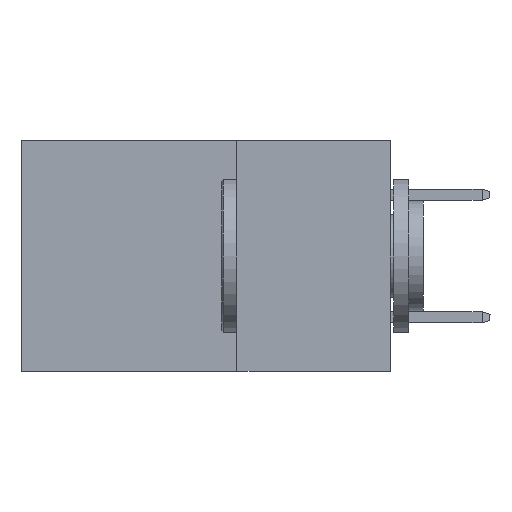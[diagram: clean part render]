
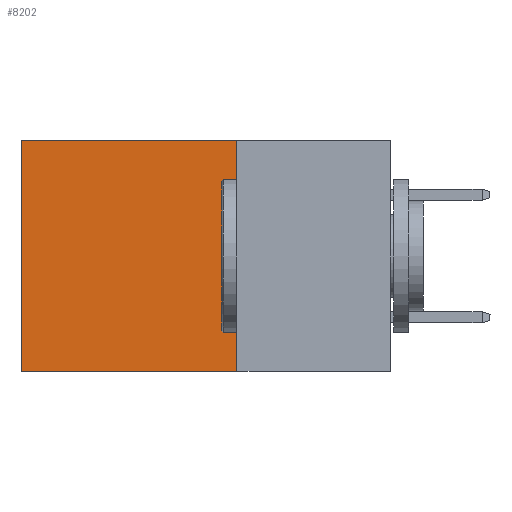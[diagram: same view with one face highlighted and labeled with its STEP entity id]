
A CAD part, left-side view. The second image highlights one B-rep face of the part: STEP entity #8202.
In plain terms, the highlighted planar face has unit normal (-1, 0, 0).
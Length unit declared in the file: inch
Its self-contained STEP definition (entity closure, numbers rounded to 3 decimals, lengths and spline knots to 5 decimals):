
#24 = LINE ( 'NONE', #8195, #13723 ) ;
#407 = ORIENTED_EDGE ( 'NONE', *, *, #3807, .F. ) ;
#794 = CARTESIAN_POINT ( 'NONE',  ( 0.2875, 0.25, -0.375 ) ) ;
#1714 = LINE ( 'NONE', #14773, #5263 ) ;
#3104 = VECTOR ( 'NONE', #16497, 39.37008 ) ;
#3347 = CARTESIAN_POINT ( 'NONE',  ( 0.2875, 0.25, 0. ) ) ;
#3764 = PLANE ( 'NONE',  #7015 ) ;
#3807 = EDGE_CURVE ( 'NONE', #7498, #9975, #24, .T. ) ;
#3870 = CARTESIAN_POINT ( 'NONE',  ( 0.2875, 0.25, -0.375 ) ) ;
#4249 = CARTESIAN_POINT ( 'NONE',  ( 0.2875, 0.25, 0. ) ) ;
#4943 = VECTOR ( 'NONE', #14455, 39.37008 ) ;
#5216 = DIRECTION ( 'NONE',  ( 1., 0., 0. ) ) ;
#5263 = VECTOR ( 'NONE', #7184, 39.37008 ) ;
#6484 = CARTESIAN_POINT ( 'NONE',  ( 0.2875, 0.25, -0.375 ) ) ;
#7015 = AXIS2_PLACEMENT_3D ( 'NONE', #794, #5216, #17313 ) ;
#7094 = EDGE_CURVE ( 'NONE', #9975, #10978, #9923, .T. ) ;
#7184 = DIRECTION ( 'NONE',  ( 0., 0., -1. ) ) ;
#7498 = VERTEX_POINT ( 'NONE', #3347 ) ;
#7829 = CARTESIAN_POINT ( 'NONE',  ( 0.2875, 0.6, 0. ) ) ;
#8195 = CARTESIAN_POINT ( 'NONE',  ( 0.2875, 0.25, -0.375 ) ) ;
#8202 = ADVANCED_FACE ( 'NONE', ( #8245 ), #3764, .F. ) ;
#8245 = FACE_OUTER_BOUND ( 'NONE', #17142, .T. ) ;
#8848 = VERTEX_POINT ( 'NONE', #7829 ) ;
#9590 = DIRECTION ( 'NONE',  ( 0., 0., -1. ) ) ;
#9923 = LINE ( 'NONE', #3870, #4943 ) ;
#9940 = LINE ( 'NONE', #4249, #3104 ) ;
#9975 = VERTEX_POINT ( 'NONE', #6484 ) ;
#10978 = VERTEX_POINT ( 'NONE', #18694 ) ;
#11496 = EDGE_CURVE ( 'NONE', #8848, #10978, #1714, .T. ) ;
#12592 = ORIENTED_EDGE ( 'NONE', *, *, #11496, .T. ) ;
#13309 = EDGE_CURVE ( 'NONE', #7498, #8848, #9940, .T. ) ;
#13723 = VECTOR ( 'NONE', #9590, 39.37008 ) ;
#14455 = DIRECTION ( 'NONE',  ( 0., 1., 0. ) ) ;
#14629 = ORIENTED_EDGE ( 'NONE', *, *, #7094, .F. ) ;
#14773 = CARTESIAN_POINT ( 'NONE',  ( 0.2875, 0.6, -0.375 ) ) ;
#15531 = ORIENTED_EDGE ( 'NONE', *, *, #13309, .T. ) ;
#16497 = DIRECTION ( 'NONE',  ( 0., 1., 0. ) ) ;
#17142 = EDGE_LOOP ( 'NONE', ( #12592, #14629, #407, #15531 ) ) ;
#17313 = DIRECTION ( 'NONE',  ( 0., 0., -1. ) ) ;
#18694 = CARTESIAN_POINT ( 'NONE',  ( 0.2875, 0.6, -0.375 ) ) ;
